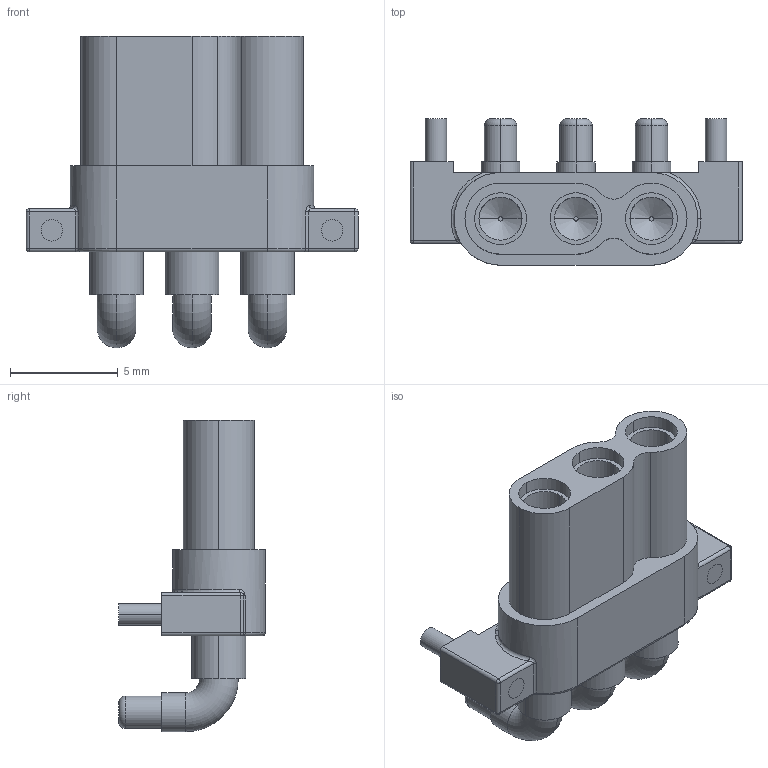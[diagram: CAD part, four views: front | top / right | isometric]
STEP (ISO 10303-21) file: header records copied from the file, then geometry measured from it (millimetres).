
FILE_DESCRIPTION (( 'STEP AP203' ), '1' );
FILE_NAME ('Amass MR30PW-FB.STEP', '2023-08-19T05:19:35', ( '' ), ( '' ), 'SwSTEP 2.0', 'SolidWorks 2023', '' );
FILE_SCHEMA (( 'CONFIG_CONTROL_DESIGN' ));
Length unit declared in the file: millimetre
Products named in the file (1): Amass MR30PW-FB
Bounding box: 15.4 x 6.8 x 14.45 mm (x, y, z)
Volume: 417.5 mm3; surface area: 1175.6 mm2
Topology: 6 solids, 6 shells, 158 faces, 347 edges, 213 vertices
Faces by surface type: cylinder 79, plane 48, torus 19, cone 6, sphere 4, bspline 2
Entity records: 4486 total; most frequent: DIRECTION 851, CARTESIAN_POINT 783, ORIENTED_EDGE 686, AXIS2_PLACEMENT_3D 357, EDGE_CURVE 343, VERTEX_POINT 213, CIRCLE 200, EDGE_LOOP 184
